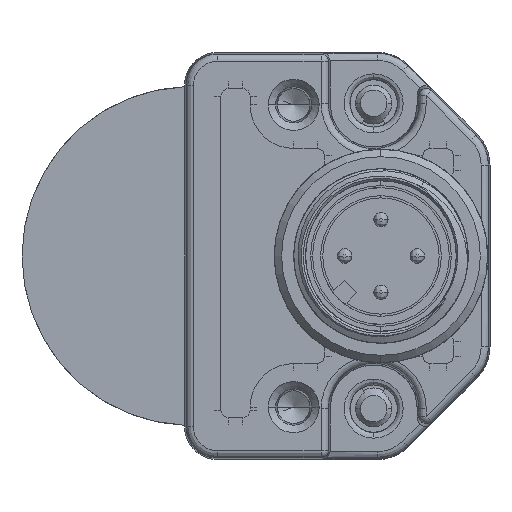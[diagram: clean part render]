
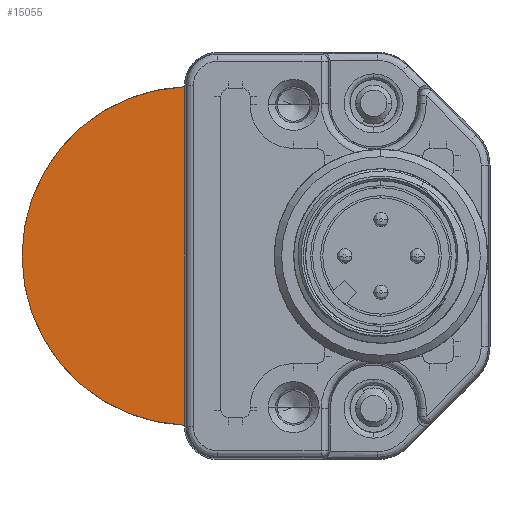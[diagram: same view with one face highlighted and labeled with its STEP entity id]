
A CAD part, left-side view. The second image highlights one B-rep face of the part: STEP entity #15055.
In plain terms, the highlighted planar face has unit normal (-1, 0, 0).
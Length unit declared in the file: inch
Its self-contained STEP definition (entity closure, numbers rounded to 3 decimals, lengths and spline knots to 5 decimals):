
#719=DIRECTION('',(0.,0.,1.));
#720=VECTOR('',#719,0.91659);
#721=CARTESIAN_POINT('',(0.,0.82677,-0.4583));
#722=LINE('',#721,#720);
#723=CARTESIAN_POINT('',(0.,0.80846,0.));
#724=DIRECTION('',(-1.,0.,0.));
#725=DIRECTION('',(0.,0.04,0.999));
#726=AXIS2_PLACEMENT_3D('',#723,#724,#725);
#13240=CARTESIAN_POINT('',(0.,0.82677,-0.4583));
#13241=CARTESIAN_POINT('',(0.,0.82677,0.4583));
#13242=VERTEX_POINT('',#13240);
#13243=VERTEX_POINT('',#13241);
#15045=CARTESIAN_POINT('',(0.,0.74941,0.));
#15046=DIRECTION('',(-1.,0.,0.));
#15047=DIRECTION('',(0.,0.,1.));
#15048=AXIS2_PLACEMENT_3D('',#15045,#15046,#15047);
#15049=PLANE('',#15048);
#15051=ORIENTED_EDGE('',*,*,#15050,.F.);
#15052=ORIENTED_EDGE('',*,*,#15033,.F.);
#15053=EDGE_LOOP('',(#15051,#15052));
#15054=FACE_OUTER_BOUND('',#15053,.F.);
#15055=ADVANCED_FACE('',(#15054),#15049,.T.);
#727=CIRCLE('',#726,0.45866);
#15033=EDGE_CURVE('',#13243,#13242,#727,.T.);
#15050=EDGE_CURVE('',#13242,#13243,#722,.T.);
